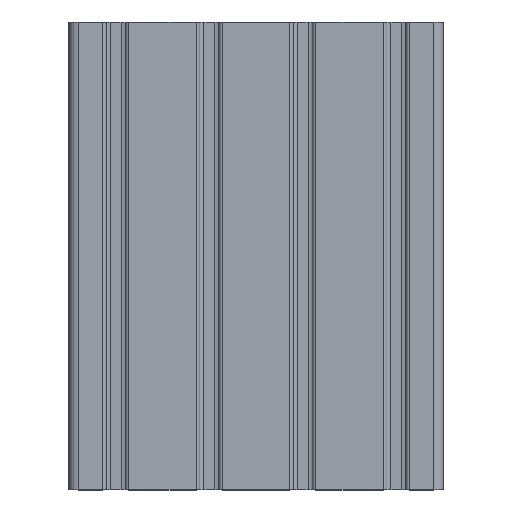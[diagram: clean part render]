
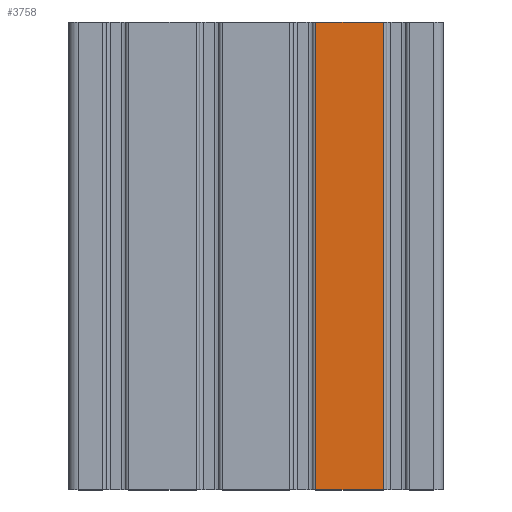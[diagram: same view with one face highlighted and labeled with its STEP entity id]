
A CAD part, top view. The second image highlights one B-rep face of the part: STEP entity #3758.
In plain terms, the highlighted planar face has unit normal (0, 0, 1).
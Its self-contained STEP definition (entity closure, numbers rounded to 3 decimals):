
#42 = CARTESIAN_POINT ( 'NONE',  ( 54.4, 0., 40. ) ) ;
#103 = EDGE_CURVE ( 'NONE', #6783, #7570, #7933, .T. ) ;
#362 = CARTESIAN_POINT ( 'NONE',  ( 25.6, 0., 40. ) ) ;
#573 = LINE ( 'NONE', #976, #709 ) ;
#709 = VECTOR ( 'NONE', #7106, 1000. ) ;
#945 = LINE ( 'NONE', #5165, #1902 ) ;
#976 = CARTESIAN_POINT ( 'NONE',  ( 25.6, 0., 40. ) ) ;
#1004 = DIRECTION ( 'NONE',  ( 0., -1., 0. ) ) ;
#1072 = CARTESIAN_POINT ( 'NONE',  ( 54.4, 0., 40. ) ) ;
#1101 = CARTESIAN_POINT ( 'NONE',  ( 25.6, 0., 40. ) ) ;
#1198 = VERTEX_POINT ( 'NONE', #10231 ) ;
#1326 = ORIENTED_EDGE ( 'NONE', *, *, #6310, .F. ) ;
#1672 = PLANE ( 'NONE',  #4749 ) ;
#1902 = VECTOR ( 'NONE', #2563, 1000. ) ;
#2563 = DIRECTION ( 'NONE',  ( 1., 0., 0. ) ) ;
#2744 = VERTEX_POINT ( 'NONE', #8544 ) ;
#3432 = ORIENTED_EDGE ( 'NONE', *, *, #7888, .F. ) ;
#3758 = ADVANCED_FACE ( 'NONE', ( #9724 ), #1672, .T. ) ;
#3827 = DIRECTION ( 'NONE',  ( 1., 0., 0. ) ) ;
#4749 = AXIS2_PLACEMENT_3D ( 'NONE', #10607, #8693, #11284 ) ;
#5165 = CARTESIAN_POINT ( 'NONE',  ( 0., 200., 40. ) ) ;
#5456 = VECTOR ( 'NONE', #3827, 1000. ) ;
#6279 = EDGE_LOOP ( 'NONE', ( #6710, #3432, #1326, #10823 ) ) ;
#6310 = EDGE_CURVE ( 'NONE', #1198, #2744, #945, .T. ) ;
#6710 = ORIENTED_EDGE ( 'NONE', *, *, #103, .T. ) ;
#6783 = VERTEX_POINT ( 'NONE', #1101 ) ;
#7056 = LINE ( 'NONE', #42, #8853 ) ;
#7106 = DIRECTION ( 'NONE',  ( 0., -1., 0. ) ) ;
#7570 = VERTEX_POINT ( 'NONE', #1072 ) ;
#7888 = EDGE_CURVE ( 'NONE', #2744, #7570, #7056, .T. ) ;
#7933 = LINE ( 'NONE', #362, #5456 ) ;
#8544 = CARTESIAN_POINT ( 'NONE',  ( 54.4, 200., 40. ) ) ;
#8693 = DIRECTION ( 'NONE',  ( 0., 0., 1. ) ) ;
#8853 = VECTOR ( 'NONE', #1004, 1000. ) ;
#9532 = EDGE_CURVE ( 'NONE', #1198, #6783, #573, .T. ) ;
#9724 = FACE_OUTER_BOUND ( 'NONE', #6279, .T. ) ;
#10231 = CARTESIAN_POINT ( 'NONE',  ( 25.6, 200., 40. ) ) ;
#10607 = CARTESIAN_POINT ( 'NONE',  ( 25.6, 0., 40. ) ) ;
#10823 = ORIENTED_EDGE ( 'NONE', *, *, #9532, .T. ) ;
#11284 = DIRECTION ( 'NONE',  ( 1., 0., 0. ) ) ;
